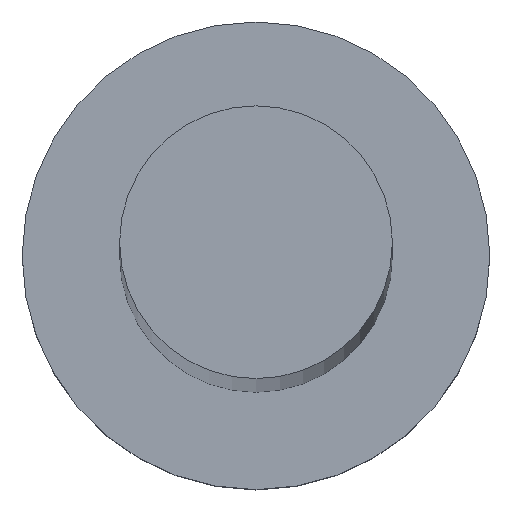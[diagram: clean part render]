
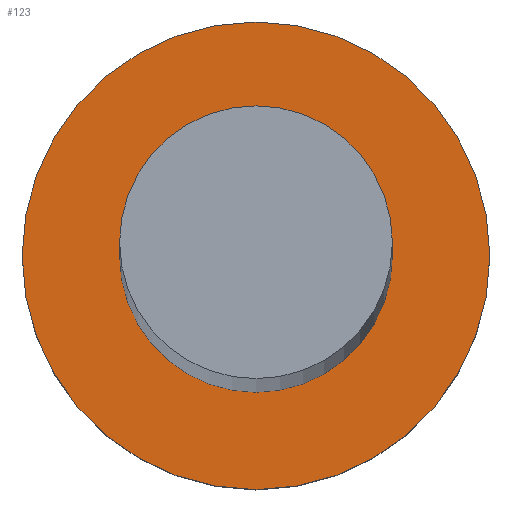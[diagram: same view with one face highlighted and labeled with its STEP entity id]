
A CAD part, top view. The second image highlights one B-rep face of the part: STEP entity #123.
In plain terms, the highlighted planar face has unit normal (0, 0, 1).
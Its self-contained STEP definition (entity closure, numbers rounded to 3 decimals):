
#1 = FACE_BOUND ( 'NONE', #227, .T. ) ;
#6 = DIRECTION ( 'NONE',  ( 1., 0., 0. ) ) ;
#8 = AXIS2_PLACEMENT_3D ( 'NONE', #82, #23, #66 ) ;
#13 = VERTEX_POINT ( 'NONE', #70 ) ;
#14 = ORIENTED_EDGE ( 'NONE', *, *, #77, .F. ) ;
#16 = AXIS2_PLACEMENT_3D ( 'NONE', #179, #216, #103 ) ;
#23 = DIRECTION ( 'NONE',  ( 0., 0., 1. ) ) ;
#26 = DIRECTION ( 'NONE',  ( 0., 0., 1. ) ) ;
#32 = EDGE_LOOP ( 'NONE', ( #111, #229 ) ) ;
#47 = EDGE_CURVE ( 'NONE', #244, #13, #105, .T. ) ;
#65 = DIRECTION ( 'NONE',  ( 1., 0., 0. ) ) ;
#66 = DIRECTION ( 'NONE',  ( 1., 0., 0. ) ) ;
#70 = CARTESIAN_POINT ( 'NONE',  ( -3.5, 0., 5. ) ) ;
#74 = CIRCLE ( 'NONE', #184, 6. ) ;
#77 = EDGE_CURVE ( 'NONE', #13, #244, #131, .T. ) ;
#82 = CARTESIAN_POINT ( 'NONE',  ( 0., 0., 5. ) ) ;
#88 = DIRECTION ( 'NONE',  ( 0., 0., 1. ) ) ;
#100 = AXIS2_PLACEMENT_3D ( 'NONE', #199, #26, #196 ) ;
#102 = CARTESIAN_POINT ( 'NONE',  ( 6., 0., 5. ) ) ;
#103 = DIRECTION ( 'NONE',  ( 1., 0., 0. ) ) ;
#105 = CIRCLE ( 'NONE', #16, 3.5 ) ;
#111 = ORIENTED_EDGE ( 'NONE', *, *, #169, .T. ) ;
#123 = ADVANCED_FACE ( 'NONE', ( #1, #166 ), #220, .T. ) ;
#126 = DIRECTION ( 'NONE',  ( 0., 0., 1. ) ) ;
#127 = CARTESIAN_POINT ( 'NONE',  ( 3.5, 0., 5. ) ) ;
#131 = CIRCLE ( 'NONE', #138, 3.5 ) ;
#138 = AXIS2_PLACEMENT_3D ( 'NONE', #175, #88, #65 ) ;
#150 = VERTEX_POINT ( 'NONE', #254 ) ;
#160 = EDGE_CURVE ( 'NONE', #207, #150, #195, .T. ) ;
#166 = FACE_OUTER_BOUND ( 'NONE', #32, .T. ) ;
#169 = EDGE_CURVE ( 'NONE', #150, #207, #74, .T. ) ;
#173 = ORIENTED_EDGE ( 'NONE', *, *, #47, .F. ) ;
#175 = CARTESIAN_POINT ( 'NONE',  ( 0., 0., 5. ) ) ;
#179 = CARTESIAN_POINT ( 'NONE',  ( 0., 0., 5. ) ) ;
#181 = CARTESIAN_POINT ( 'NONE',  ( 0., 0., 5. ) ) ;
#184 = AXIS2_PLACEMENT_3D ( 'NONE', #181, #126, #6 ) ;
#195 = CIRCLE ( 'NONE', #8, 6. ) ;
#196 = DIRECTION ( 'NONE',  ( 1., 0., 0. ) ) ;
#199 = CARTESIAN_POINT ( 'NONE',  ( 0., 0., 5. ) ) ;
#207 = VERTEX_POINT ( 'NONE', #102 ) ;
#216 = DIRECTION ( 'NONE',  ( 0., 0., 1. ) ) ;
#220 = PLANE ( 'NONE',  #100 ) ;
#227 = EDGE_LOOP ( 'NONE', ( #14, #173 ) ) ;
#229 = ORIENTED_EDGE ( 'NONE', *, *, #160, .T. ) ;
#244 = VERTEX_POINT ( 'NONE', #127 ) ;
#254 = CARTESIAN_POINT ( 'NONE',  ( -6., 0., 5. ) ) ;
